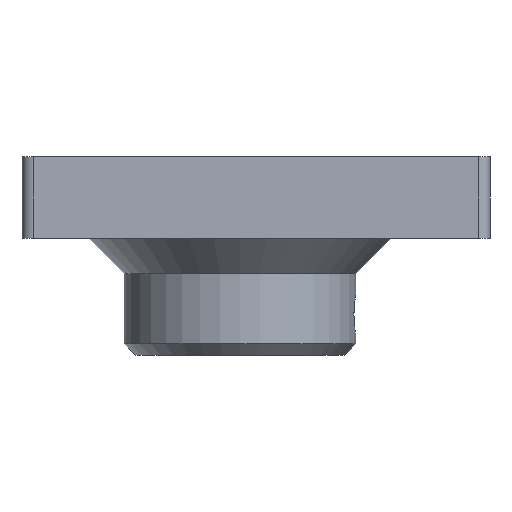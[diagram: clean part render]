
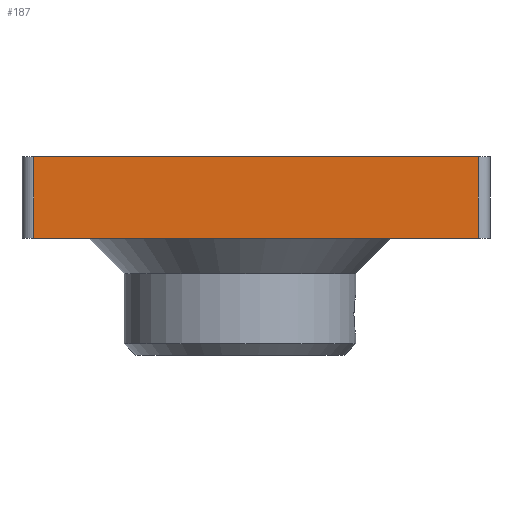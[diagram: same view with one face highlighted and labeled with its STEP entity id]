
A CAD part, left-side view. The second image highlights one B-rep face of the part: STEP entity #187.
In plain terms, the highlighted planar face has unit normal (-1, 0, 0).
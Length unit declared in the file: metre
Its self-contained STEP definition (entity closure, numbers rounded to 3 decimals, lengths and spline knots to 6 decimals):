
#187 = ADVANCED_FACE( '', ( #435 ), #436, .T. );
#435 = FACE_OUTER_BOUND( '', #9493, .T. );
#436 = PLANE( '', #9494 );
#9493 = EDGE_LOOP( '', ( #25236, #25237, #25238, #25239 ) );
#9494 = AXIS2_PLACEMENT_3D( '', #25240, #25241, #25242 );
#25236 = ORIENTED_EDGE( '', *, *, #25921, .F. );
#25237 = ORIENTED_EDGE( '', *, *, #25779, .T. );
#25238 = ORIENTED_EDGE( '', *, *, #25922, .T. );
#25239 = ORIENTED_EDGE( '', *, *, #25923, .T. );
#25240 = CARTESIAN_POINT( '', ( 0., 0.02, -0.006 ) );
#25241 = DIRECTION( '', ( -1., 0., 0. ) );
#25242 = DIRECTION( '', ( 0., 0., 1. ) );
#25779 = EDGE_CURVE( '', #26134, #26131, #26135, .F. );
#25921 = EDGE_CURVE( '', #26134, #26369, #26370, .T. );
#25922 = EDGE_CURVE( '', #26131, #26371, #26372, .T. );
#25923 = EDGE_CURVE( '', #26371, #26369, #26373, .T. );
#26131 = VERTEX_POINT( '', #26989 );
#26134 = VERTEX_POINT( '', #26992 );
#26135 = LINE( '', #26993, #26994 );
#26369 = VERTEX_POINT( '', #27964 );
#26370 = LINE( '', #27965, #27966 );
#26371 = VERTEX_POINT( '', #27967 );
#26372 = LINE( '', #27968, #27969 );
#26373 = LINE( '', #27970, #27971 );
#26989 = CARTESIAN_POINT( '', ( 0., 0.039, -0.007 ) );
#26992 = CARTESIAN_POINT( '', ( 0., 0.039, 0. ) );
#26993 = CARTESIAN_POINT( '', ( 0., 0.039, -0.006 ) );
#26994 = VECTOR( '', #29147, 1. );
#27964 = CARTESIAN_POINT( '', ( 0., 0.001, 0. ) );
#27965 = CARTESIAN_POINT( '', ( 0., 0.02, 0. ) );
#27966 = VECTOR( '', #29257, 1. );
#27967 = CARTESIAN_POINT( '', ( 0., 0.001, -0.007 ) );
#27968 = CARTESIAN_POINT( '', ( 0., 0.02, -0.007 ) );
#27969 = VECTOR( '', #29258, 1. );
#27970 = CARTESIAN_POINT( '', ( 0., 0.001, -0.006 ) );
#27971 = VECTOR( '', #29259, 1. );
#29147 = DIRECTION( '', ( 0., 0., 1. ) );
#29257 = DIRECTION( '', ( 0., -1., 0. ) );
#29258 = DIRECTION( '', ( 0., -1., 0. ) );
#29259 = DIRECTION( '', ( 0., 0., 1. ) );
